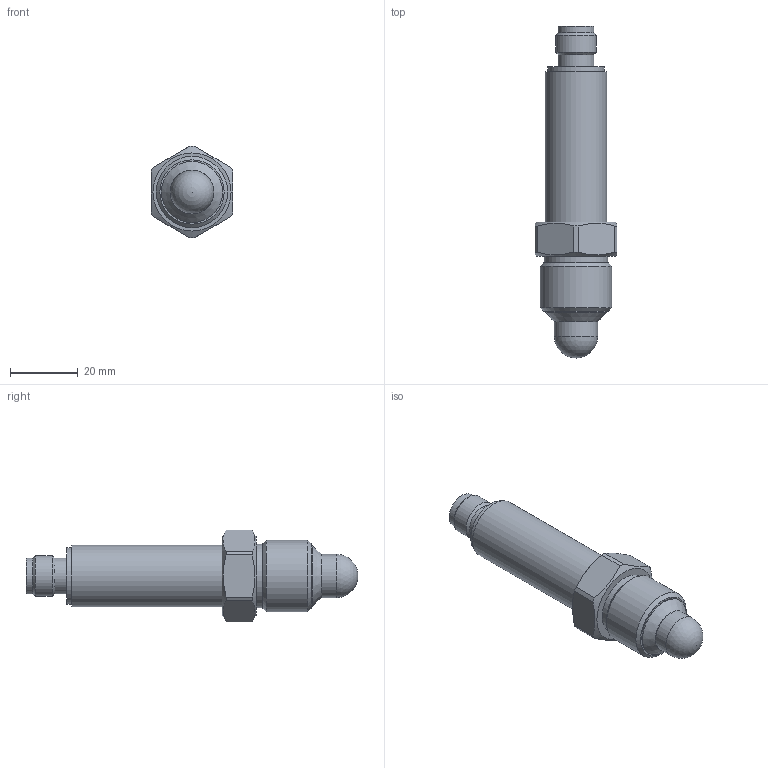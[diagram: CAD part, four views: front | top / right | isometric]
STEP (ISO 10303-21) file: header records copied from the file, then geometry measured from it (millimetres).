
FILE_DESCRIPTION(/* description */ (''),/* implementation_level */ '2;1');
FILE_NAME(/* name */ 'KA1530_Shrinkwrap_1.stp',/* time_stamp */ '2021-11-05T10:12:14+01:00',/* author */ ('Krieger Anja'),/* organization */ (''),/* preprocessor_version */ 'ST-DEVELOPER v18.1',/* originating_system */ 'Autodesk Inventor 2021',/* authorisation */ '');
FILE_SCHEMA (('AUTOMOTIVE_DESIGN { 1 0 10303 214 3 1 1 }'));
Length unit declared in the file: millimetre
Products named in the file (1): KA1530_Shrinkwrap_1
Bounding box: 24 x 97.75 x 27 mm (x, y, z)
Volume: 24360.9 mm3; surface area: 6592.6 mm2
Topology: 1 solids, 1 shells, 50 faces, 122 edges, 81 vertices
Faces by surface type: cylinder 22, plane 15, cone 7, sphere 5, torus 1
Full cylindrical faces by diameter (mm): 1 x4, 10.5 x2, 12 x1, 12.8 x1, 16.6 x1, 16.7 x1, 18 x2, 18.63 x1, 20.96 x1
Entity records: 1592 total; most frequent: CARTESIAN_POINT 277, DIRECTION 273, ORIENTED_EDGE 234, AXIS2_PLACEMENT_3D 119, EDGE_CURVE 117, VERTEX_POINT 81, CIRCLE 68, EDGE_LOOP 62
